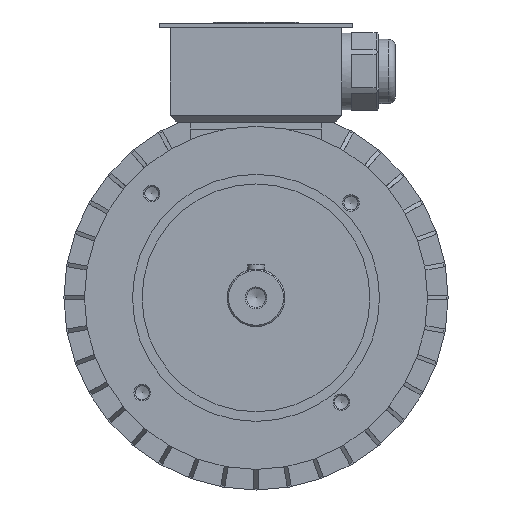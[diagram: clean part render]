
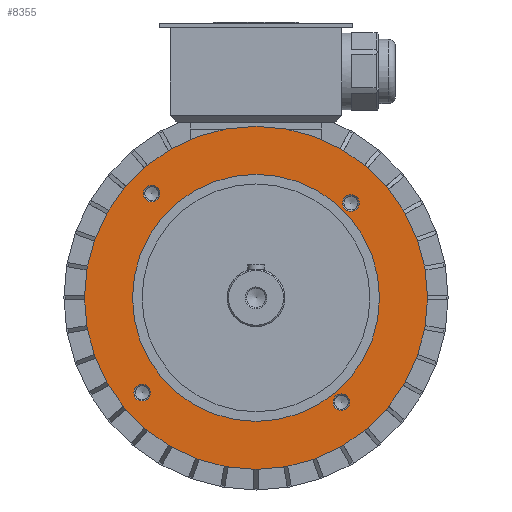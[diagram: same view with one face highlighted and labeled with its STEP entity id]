
A CAD part, front view. The second image highlights one B-rep face of the part: STEP entity #8355.
In plain terms, the highlighted planar face has unit normal (0, -1, 0).
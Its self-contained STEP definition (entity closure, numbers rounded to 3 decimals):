
#232=CIRCLE('',#8643,6.053);
#236=CIRCLE('',#8651,6.053);
#240=CIRCLE('',#8659,6.053);
#334=CIRCLE('',#8835,125.);
#336=CIRCLE('',#8838,6.053);
#337=CIRCLE('',#8839,90.);
#891=ORIENTED_EDGE('',*,*,#2290,.T.);
#892=ORIENTED_EDGE('',*,*,#2294,.T.);
#893=ORIENTED_EDGE('',*,*,#2298,.T.);
#894=ORIENTED_EDGE('',*,*,#2614,.T.);
#895=ORIENTED_EDGE('',*,*,#2615,.T.);
#896=ORIENTED_EDGE('',*,*,#2612,.F.);
#2290=EDGE_CURVE('',#3186,#3186,#232,.T.);
#2294=EDGE_CURVE('',#3191,#3191,#236,.T.);
#2298=EDGE_CURVE('',#3196,#3196,#240,.T.);
#2612=EDGE_CURVE('',#3461,#3461,#334,.T.);
#2614=EDGE_CURVE('',#3463,#3463,#336,.T.);
#2615=EDGE_CURVE('',#3464,#3464,#337,.T.);
#3186=VERTEX_POINT('',#11086);
#3191=VERTEX_POINT('',#11099);
#3196=VERTEX_POINT('',#11112);
#3461=VERTEX_POINT('',#11749);
#3463=VERTEX_POINT('',#11754);
#3464=VERTEX_POINT('',#11756);
#4977=EDGE_LOOP('',(#891));
#4978=EDGE_LOOP('',(#892));
#4979=EDGE_LOOP('',(#893));
#4980=EDGE_LOOP('',(#894));
#4981=EDGE_LOOP('',(#895));
#4982=EDGE_LOOP('',(#896));
#5367=FACE_BOUND('',#4977,.T.);
#5368=FACE_BOUND('',#4978,.T.);
#5369=FACE_BOUND('',#4979,.T.);
#5370=FACE_BOUND('',#4980,.T.);
#5371=FACE_BOUND('',#4981,.T.);
#5372=FACE_BOUND('',#4982,.T.);
#5725=PLANE('',#8837);
#8355=ADVANCED_FACE('',(#5367,#5368,#5369,#5370,#5371,#5372),#5725,.F.);
#8643=AXIS2_PLACEMENT_3D('',#11085,#9287,#9288);
#8651=AXIS2_PLACEMENT_3D('',#11098,#9303,#9304);
#8659=AXIS2_PLACEMENT_3D('',#11111,#9319,#9320);
#8835=AXIS2_PLACEMENT_3D('',#11748,#9867,#9868);
#8837=AXIS2_PLACEMENT_3D('',#11752,#9871,#9872);
#8838=AXIS2_PLACEMENT_3D('',#11753,#9873,#9874);
#8839=AXIS2_PLACEMENT_3D('',#11755,#9875,#9876);
#9287=DIRECTION('',(0.,1.,0.));
#9288=DIRECTION('',(0.,0.,1.));
#9303=DIRECTION('',(0.,1.,0.));
#9304=DIRECTION('',(-1.,0.,0.));
#9319=DIRECTION('',(0.,1.,0.));
#9320=DIRECTION('',(0.,0.,-1.));
#9867=DIRECTION('',(0.,1.,0.));
#9868=DIRECTION('',(1.,0.,0.));
#9871=DIRECTION('',(0.,1.,0.));
#9872=DIRECTION('',(0.,0.,1.));
#9873=DIRECTION('',(0.,1.,0.));
#9874=DIRECTION('',(1.,0.,0.));
#9875=DIRECTION('',(0.,1.,0.));
#9876=DIRECTION('',(1.,0.,0.));
#11085=CARTESIAN_POINT('',(-82.931,-43.,-69.096));
#11086=CARTESIAN_POINT('',(-82.931,-43.,-63.043));
#11098=CARTESIAN_POINT('',(62.179,-43.,-76.014));
#11099=CARTESIAN_POINT('',(56.126,-43.,-76.014));
#11111=CARTESIAN_POINT('',(69.096,-43.,69.096));
#11112=CARTESIAN_POINT('',(69.096,-43.,63.043));
#11748=CARTESIAN_POINT('',(0.,-43.,0.));
#11749=CARTESIAN_POINT('',(125.,-43.,0.));
#11752=CARTESIAN_POINT('',(0.,-43.,0.));
#11753=CARTESIAN_POINT('',(-76.014,-43.,76.014));
#11754=CARTESIAN_POINT('',(-69.961,-43.,76.014));
#11755=CARTESIAN_POINT('',(0.,-43.,0.));
#11756=CARTESIAN_POINT('',(90.,-43.,0.));
